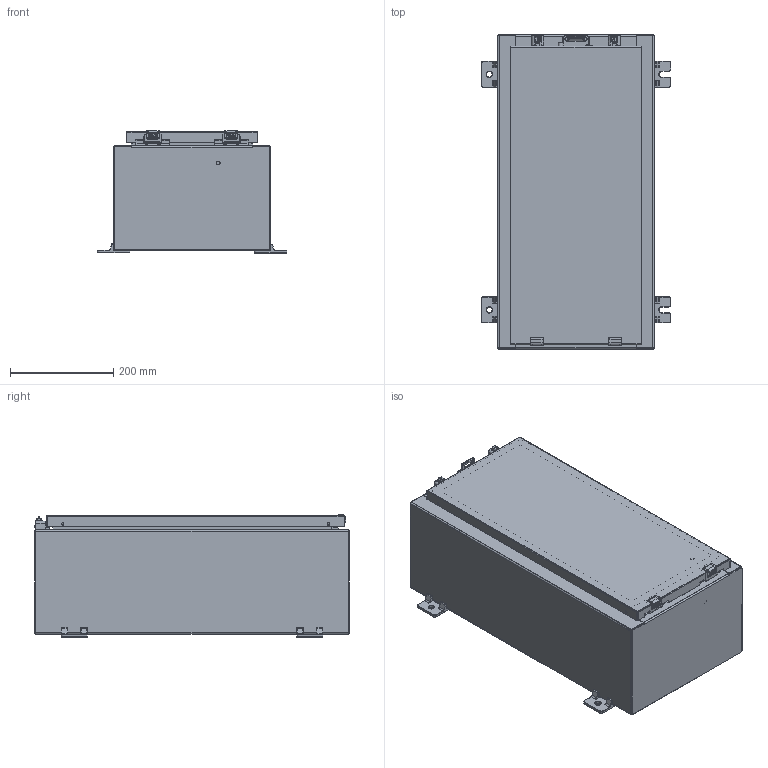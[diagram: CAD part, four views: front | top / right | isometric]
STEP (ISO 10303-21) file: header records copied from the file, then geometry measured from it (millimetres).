
FILE_DESCRIPTION (( 'STEP AP214' ), '1' );
FILE_NAME ('SCE-12H2408LP.STEP', '2021-01-16T12:08:54', ( '' ), ( '' ), 'SwSTEP 2.0', 'SolidWorks 2019', '' );
FILE_SCHEMA (( 'AUTOMOTIVE_DESIGN' ));
Length unit declared in the file: inch
Products named in the file (1): SCE-12H2408LP
Bounding box: 368.3 x 609.6 x 237.44 mm (x, y, z)
Volume: 2221186.6 mm3; surface area: 2079196.8 mm2
Topology: 56 solids, 56 shells, 3018 faces, 7908 edges, 4918 vertices
Faces by surface type: plane 1149, bspline 906, cylinder 818, cone 76, torus 41, sphere 28
Full cylindrical faces by diameter (mm): 1.016 x2, 3.454 x2, 3.962 x1, 3.978 x2, 4.064 x2, 4.318 x7, 4.369 x4, 4.775 x4, 4.978 x8, 5.156 x2, 5.182 x4, 5.207 x4, 5.232 x4, 5.537 x4, 6.096 x4, 6.198 x4, 6.299 x5, 6.35 x6, 6.363 x3, 6.756 x4, 7.137 x4, 7.874 x8, 7.925 x8, 8.433 x4, 9.296 x4, 9.322 x4, 9.525 x4, 9.55 x4, 11.113 x4, 11.125 x2
Entity records: 142520 total; most frequent: CARTESIAN_POINT 71393, ORIENTED_EDGE 14718, DIRECTION 10724, EDGE_CURVE 7359, VERTEX_POINT 4805, AXIS2_PLACEMENT_3D 3903, EDGE_LOOP 3520, FACE_OUTER_BOUND 3228
